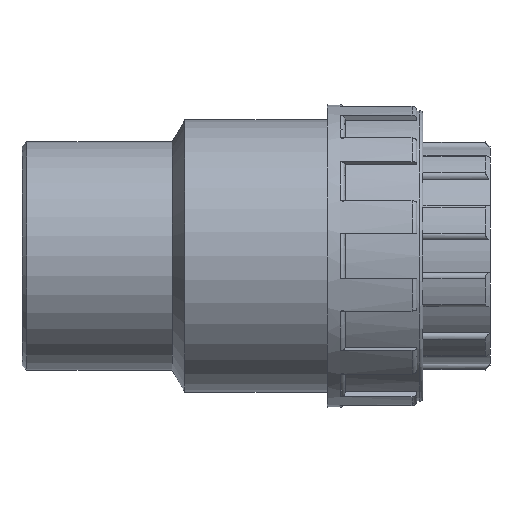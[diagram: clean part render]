
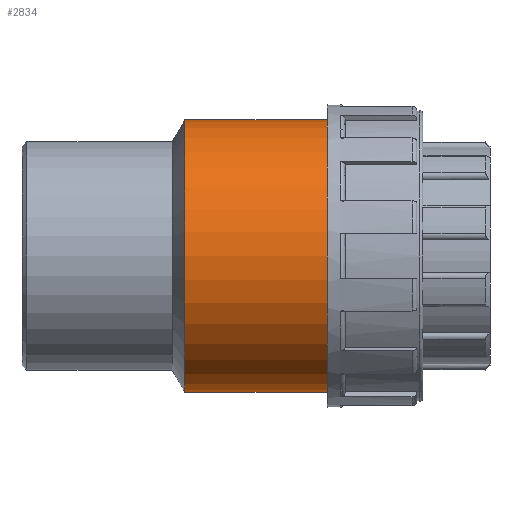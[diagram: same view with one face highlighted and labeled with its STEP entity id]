
A CAD part, front view. The second image highlights one B-rep face of the part: STEP entity #2834.
In plain terms, the highlighted cylindrical face has radius 62.55 mm (diameter 125.1 mm), a full revolution.
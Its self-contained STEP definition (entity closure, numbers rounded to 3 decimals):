
#33=FACE_BOUND('',#496,.T.);
#34=FACE_BOUND('',#497,.T.);
#311=FACE_OUTER_BOUND('',#495,.T.);
#495=EDGE_LOOP('',(#2607));
#496=EDGE_LOOP('',(#2608));
#497=EDGE_LOOP('',(#2609));
#687=CIRCLE('',#3183,62.55);
#688=CIRCLE('',#3185,62.55);
#1039=B_SPLINE_CURVE_WITH_KNOTS('',3,(#4658,#4659,#4660,#4661,#4662,#4663,
#4664,#4665,#4666,#4667,#4668,#4669,#4670,#4671,#4672,#4673,#4674,#4675,
#4676,#4677,#4678,#4679,#4680,#4681,#4682,#4683,#4684,#4685,#4686,#4687,
#4688,#4689,#4690,#4691,#4692,#4693,#4694,#4695,#4696,#4697,#4698,#4699,
#4700,#4701,#4702,#4703,#4704,#4705,#4706,#4707,#4708,#4709,#4710,#4711,
#4712,#4713,#4714,#4715,#4716,#4717,#4718,#4719,#4720,#4721,#4722,#4723),
 .UNSPECIFIED.,.T.,.F.,(4,2,2,2,2,2,2,2,2,2,2,2,2,2,2,2,2,2,2,2,2,2,2,2,
2,2,2,2,2,2,2,2,4),(0.,0.396,0.792,1.188,
1.584,1.98,2.376,2.772,3.168,
3.564,3.96,4.356,4.752,5.148,
5.544,5.94,6.336,6.732,7.128,
7.524,7.92,8.316,8.712,9.108,
9.504,9.9,10.296,10.692,11.087,
11.484,11.88,12.276,12.672),
 .UNSPECIFIED.);
#1203=VERTEX_POINT('',#4657);
#1360=VERTEX_POINT('',#5625);
#1361=VERTEX_POINT('',#5628);
#1549=EDGE_CURVE('',#1203,#1203,#1039,.T.);
#1778=EDGE_CURVE('',#1360,#1360,#687,.T.);
#1779=EDGE_CURVE('',#1361,#1361,#688,.T.);
#2607=ORIENTED_EDGE('',*,*,#1779,.F.);
#2608=ORIENTED_EDGE('',*,*,#1549,.T.);
#2609=ORIENTED_EDGE('',*,*,#1778,.T.);
#2671=CYLINDRICAL_SURFACE('',#3184,62.55);
#2834=ADVANCED_FACE('',(#311,#33,#34),#2671,.T.);
#3183=AXIS2_PLACEMENT_3D('',#5626,#4042,#4043);
#3184=AXIS2_PLACEMENT_3D('',#5627,#4044,#4045);
#3185=AXIS2_PLACEMENT_3D('',#5629,#4046,#4047);
#4042=DIRECTION('center_axis',(1.,0.,0.));
#4043=DIRECTION('ref_axis',(0.,0.,-1.));
#4044=DIRECTION('center_axis',(1.,0.,0.));
#4045=DIRECTION('ref_axis',(0.,1.,0.));
#4046=DIRECTION('center_axis',(1.,0.,0.));
#4047=DIRECTION('ref_axis',(0.,0.,-1.));
#4657=CARTESIAN_POINT('',(0.,58.973,-20.85));
#4658=CARTESIAN_POINT('Ctrl Pts',(0.,58.973,
-20.85));
#4659=CARTESIAN_POINT('Ctrl Pts',(1.32,58.973,-20.85));
#4660=CARTESIAN_POINT('Ctrl Pts',(2.682,59.018,-20.723));
#4661=CARTESIAN_POINT('Ctrl Pts',(5.384,59.203,-20.19));
#4662=CARTESIAN_POINT('Ctrl Pts',(6.724,59.341,-19.785));
#4663=CARTESIAN_POINT('Ctrl Pts',(9.29,59.686,-18.718));
#4664=CARTESIAN_POINT('Ctrl Pts',(10.517,59.893,-18.055));
#4665=CARTESIAN_POINT('Ctrl Pts',(12.783,60.332,-16.528));
#4666=CARTESIAN_POINT('Ctrl Pts',(13.823,60.565,-15.663));
#4667=CARTESIAN_POINT('Ctrl Pts',(15.663,61.011,-13.823));
#4668=CARTESIAN_POINT('Ctrl Pts',(16.528,61.241,-12.784));
#4669=CARTESIAN_POINT('Ctrl Pts',(18.055,61.67,-10.517));
#4670=CARTESIAN_POINT('Ctrl Pts',(18.718,61.87,-9.29));
#4671=CARTESIAN_POINT('Ctrl Pts',(19.785,62.201,-6.724));
#4672=CARTESIAN_POINT('Ctrl Pts',(20.19,62.333,-5.383));
#4673=CARTESIAN_POINT('Ctrl Pts',(20.723,62.507,-2.681));
#4674=CARTESIAN_POINT('Ctrl Pts',(20.85,62.55,-1.32));
#4675=CARTESIAN_POINT('Ctrl Pts',(20.85,62.55,1.32));
#4676=CARTESIAN_POINT('Ctrl Pts',(20.723,62.507,2.681));
#4677=CARTESIAN_POINT('Ctrl Pts',(20.19,62.333,5.383));
#4678=CARTESIAN_POINT('Ctrl Pts',(19.785,62.201,6.724));
#4679=CARTESIAN_POINT('Ctrl Pts',(18.718,61.87,9.29));
#4680=CARTESIAN_POINT('Ctrl Pts',(18.055,61.67,10.517));
#4681=CARTESIAN_POINT('Ctrl Pts',(16.528,61.241,12.784));
#4682=CARTESIAN_POINT('Ctrl Pts',(15.663,61.011,13.823));
#4683=CARTESIAN_POINT('Ctrl Pts',(13.823,60.565,15.663));
#4684=CARTESIAN_POINT('Ctrl Pts',(12.783,60.332,16.528));
#4685=CARTESIAN_POINT('Ctrl Pts',(10.517,59.893,18.055));
#4686=CARTESIAN_POINT('Ctrl Pts',(9.29,59.686,18.718));
#4687=CARTESIAN_POINT('Ctrl Pts',(6.724,59.341,19.785));
#4688=CARTESIAN_POINT('Ctrl Pts',(5.384,59.203,20.19));
#4689=CARTESIAN_POINT('Ctrl Pts',(2.682,59.018,20.723));
#4690=CARTESIAN_POINT('Ctrl Pts',(1.32,58.973,20.85));
#4691=CARTESIAN_POINT('Ctrl Pts',(-1.32,58.973,20.85));
#4692=CARTESIAN_POINT('Ctrl Pts',(-2.682,59.018,20.723));
#4693=CARTESIAN_POINT('Ctrl Pts',(-5.384,59.203,20.19));
#4694=CARTESIAN_POINT('Ctrl Pts',(-6.724,59.341,19.785));
#4695=CARTESIAN_POINT('Ctrl Pts',(-9.29,59.686,18.718));
#4696=CARTESIAN_POINT('Ctrl Pts',(-10.517,59.893,18.055));
#4697=CARTESIAN_POINT('Ctrl Pts',(-12.783,60.332,16.528));
#4698=CARTESIAN_POINT('Ctrl Pts',(-13.823,60.565,15.663));
#4699=CARTESIAN_POINT('Ctrl Pts',(-15.663,61.011,13.823));
#4700=CARTESIAN_POINT('Ctrl Pts',(-16.528,61.241,12.784));
#4701=CARTESIAN_POINT('Ctrl Pts',(-18.055,61.67,10.517));
#4702=CARTESIAN_POINT('Ctrl Pts',(-18.718,61.87,9.29));
#4703=CARTESIAN_POINT('Ctrl Pts',(-19.785,62.201,6.724));
#4704=CARTESIAN_POINT('Ctrl Pts',(-20.19,62.333,5.383));
#4705=CARTESIAN_POINT('Ctrl Pts',(-20.723,62.507,2.681));
#4706=CARTESIAN_POINT('Ctrl Pts',(-20.85,62.55,1.32));
#4707=CARTESIAN_POINT('Ctrl Pts',(-20.85,62.55,-1.32));
#4708=CARTESIAN_POINT('Ctrl Pts',(-20.723,62.507,-2.681));
#4709=CARTESIAN_POINT('Ctrl Pts',(-20.19,62.333,-5.383));
#4710=CARTESIAN_POINT('Ctrl Pts',(-19.785,62.201,-6.724));
#4711=CARTESIAN_POINT('Ctrl Pts',(-18.718,61.87,-9.29));
#4712=CARTESIAN_POINT('Ctrl Pts',(-18.055,61.67,-10.517));
#4713=CARTESIAN_POINT('Ctrl Pts',(-16.528,61.241,-12.784));
#4714=CARTESIAN_POINT('Ctrl Pts',(-15.663,61.011,-13.823));
#4715=CARTESIAN_POINT('Ctrl Pts',(-13.823,60.565,-15.663));
#4716=CARTESIAN_POINT('Ctrl Pts',(-12.783,60.332,-16.528));
#4717=CARTESIAN_POINT('Ctrl Pts',(-10.517,59.893,-18.055));
#4718=CARTESIAN_POINT('Ctrl Pts',(-9.29,59.686,-18.718));
#4719=CARTESIAN_POINT('Ctrl Pts',(-6.724,59.341,-19.785));
#4720=CARTESIAN_POINT('Ctrl Pts',(-5.384,59.203,-20.19));
#4721=CARTESIAN_POINT('Ctrl Pts',(-2.682,59.018,-20.723));
#4722=CARTESIAN_POINT('Ctrl Pts',(-1.32,58.973,-20.85));
#4723=CARTESIAN_POINT('Ctrl Pts',(0.,58.973,
-20.85));
#5625=CARTESIAN_POINT('',(-32.7,62.55,0.));
#5626=CARTESIAN_POINT('Origin',(-32.7,0.,0.));
#5627=CARTESIAN_POINT('Origin',(0.,0.,0.));
#5628=CARTESIAN_POINT('',(32.7,62.55,0.));
#5629=CARTESIAN_POINT('Origin',(32.7,0.,0.));
